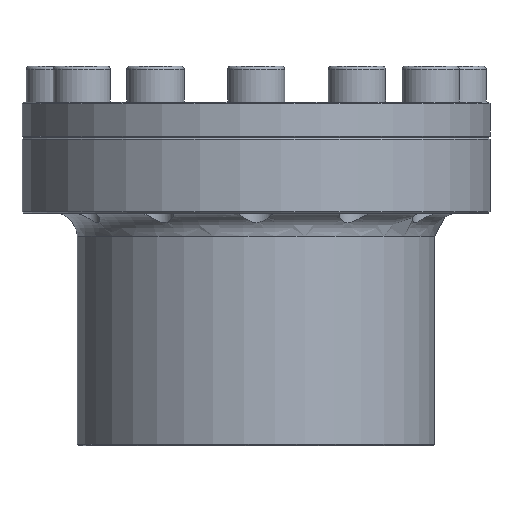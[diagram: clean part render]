
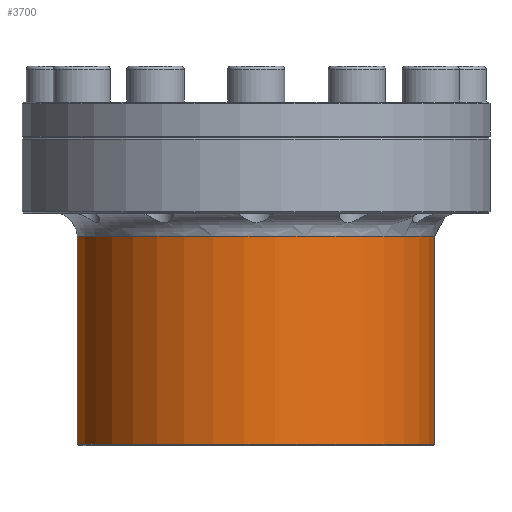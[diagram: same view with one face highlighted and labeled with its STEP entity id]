
A CAD part, front view. The second image highlights one B-rep face of the part: STEP entity #3700.
In plain terms, the highlighted cylindrical face has radius 50 mm (diameter 100 mm), a partial arc.
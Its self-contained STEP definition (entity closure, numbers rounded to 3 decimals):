
#278=LINE('',#6882,#536);
#292=LINE('',#6917,#550);
#536=VECTOR('',#4981,1.);
#550=VECTOR('',#4997,1.);
#1046=FACE_OUTER_BOUND('',#1338,.T.);
#1338=EDGE_LOOP('',(#3213,#3214,#3215,#3216));
#1482=CIRCLE('',#4015,50.);
#1508=CIRCLE('',#4082,50.);
#1809=VERTEX_POINT('',#6570);
#1810=VERTEX_POINT('',#6572);
#1825=VERTEX_POINT('',#6881);
#1839=VERTEX_POINT('',#6915);
#2234=EDGE_CURVE('',#1810,#1809,#1482,.T.);
#2271=EDGE_CURVE('',#1825,#1810,#278,.T.);
#2287=EDGE_CURVE('',#1809,#1839,#292,.T.);
#2312=EDGE_CURVE('',#1825,#1839,#1508,.T.);
#3213=ORIENTED_EDGE('',*,*,#2271,.T.);
#3214=ORIENTED_EDGE('',*,*,#2234,.T.);
#3215=ORIENTED_EDGE('',*,*,#2287,.T.);
#3216=ORIENTED_EDGE('',*,*,#2312,.F.);
#3292=CYLINDRICAL_SURFACE('',#4081,50.);
#3700=ADVANCED_FACE('',(#1046),#3292,.T.);
#4015=AXIS2_PLACEMENT_3D('',#6573,#4891,#4892);
#4081=AXIS2_PLACEMENT_3D('',#6964,#5061,#5062);
#4082=AXIS2_PLACEMENT_3D('',#6965,#5063,#5064);
#4891=DIRECTION('center_axis',(0.,0.,-1.));
#4892=DIRECTION('ref_axis',(0.,1.,0.));
#4981=DIRECTION('',(0.,0.,1.));
#4997=DIRECTION('',(0.,0.,-1.));
#5061=DIRECTION('center_axis',(0.,0.,-1.));
#5062=DIRECTION('ref_axis',(0.,1.,0.));
#5063=DIRECTION('center_axis',(0.,0.,-1.));
#5064=DIRECTION('ref_axis',(0.,1.,0.));
#6570=CARTESIAN_POINT('',(10.406,48.905,-37.5));
#6572=CARTESIAN_POINT('',(13.513,48.139,-37.5));
#6573=CARTESIAN_POINT('Origin',(0.,0.,-37.5));
#6881=CARTESIAN_POINT('',(13.513,48.139,-95.6));
#6882=CARTESIAN_POINT('',(13.513,48.139,-66.55));
#6915=CARTESIAN_POINT('',(10.406,48.905,-95.6));
#6917=CARTESIAN_POINT('',(10.406,48.905,-66.55));
#6964=CARTESIAN_POINT('Origin',(0.,0.,-66.55));
#6965=CARTESIAN_POINT('Origin',(0.,0.,-95.6));
